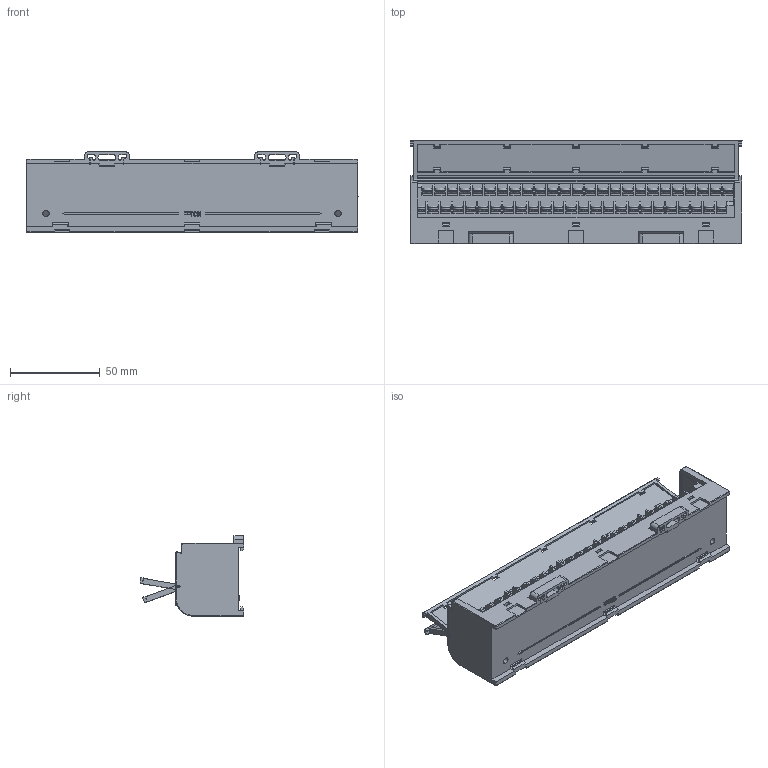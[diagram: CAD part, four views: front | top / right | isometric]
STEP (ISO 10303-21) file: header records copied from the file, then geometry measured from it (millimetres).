
FILE_DESCRIPTION (( 'STEP AP214' ), '1' );
FILE_NAME ('APC-VSCN1T-AD.STEP', '2024-01-17T01:09:53', ( '' ), ( '' ), 'SwSTEP 2.0', 'SolidWorks 2021', '' );
FILE_SCHEMA (( 'AUTOMOTIVE_DESIGN' ));
Length unit declared in the file: inch
Products named in the file (1): APC-VSCN1T-AD
Bounding box: 185.4 x 57.87 x 44.85 mm (x, y, z)
Volume: 143743.5 mm3; surface area: 100818.2 mm2
Topology: 4 solids, 10 shells, 4594 faces, 12460 edges, 8131 vertices
Faces by surface type: plane 3055, cylinder 1004, bspline 428, cone 100, torus 7
Entity records: 154188 total; most frequent: CARTESIAN_POINT 40351, ORIENTED_EDGE 24912, DIRECTION 22130, EDGE_CURVE 12456, LINE 8762, VECTOR 8762, VERTEX_POINT 8131, AXIS2_PLACEMENT_3D 6684
